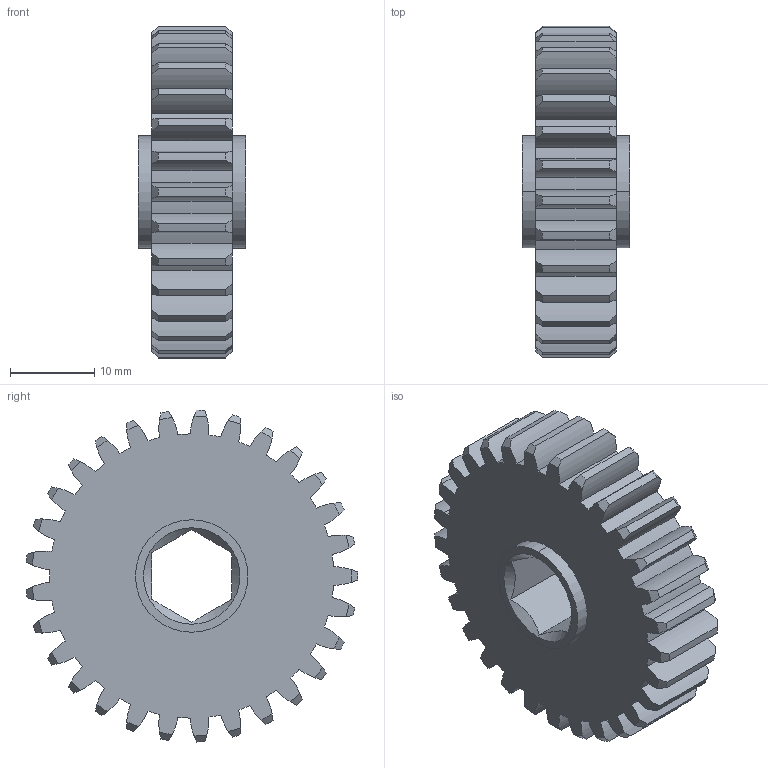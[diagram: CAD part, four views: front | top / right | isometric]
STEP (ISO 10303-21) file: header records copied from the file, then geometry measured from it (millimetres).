
FILE_DESCRIPTION (( 'STEP AP214' ), '1' );
FILE_NAME ('am-5134 29T 20DP 375hex 375 FW.STEP', '2023-07-14T15:22:14', ( '' ), ( '' ), 'SwSTEP 2.0', 'SolidWorks 2022', '' );
FILE_SCHEMA (( 'AUTOMOTIVE_DESIGN' ));
Length unit declared in the file: inch
Products named in the file (1): am-5134 29T 20DP 375hex 375 FW
Bounding box: 12.7 x 39.3 x 39.35 mm (x, y, z)
Volume: 9296.7 mm3; surface area: 4685.4 mm2
Topology: 1 solids, 1 shells, 195 faces, 569 edges, 378 vertices
Faces by surface type: cylinder 123, cone 62, plane 10
Entity records: 6895 total; most frequent: CARTESIAN_POINT 1637, ORIENTED_EDGE 1138, DIRECTION 1137, EDGE_CURVE 569, AXIS2_PLACEMENT_3D 502, VERTEX_POINT 378, CIRCLE 306, EDGE_LOOP 199
